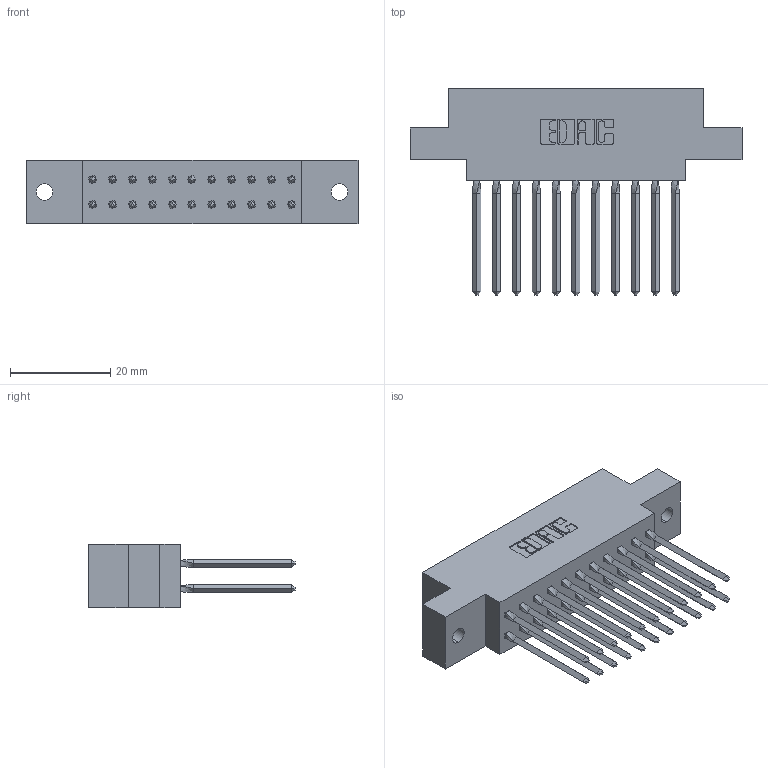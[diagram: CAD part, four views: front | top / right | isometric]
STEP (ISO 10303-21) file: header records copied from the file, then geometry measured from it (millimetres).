
FILE_DESCRIPTION (( 'STEP AP203' ), '1' );
FILE_NAME ('317-022-543-802.STEP', '2020-02-27T17:33:16', ( '' ), ( '' ), 'SwSTEP 2.0', 'SolidWorks 2016', '' );
FILE_SCHEMA (( 'CONFIG_CONTROL_DESIGN' ));
Length unit declared in the file: inch
Products named in the file (3): 317 Part_.144 Dia; 317-290-001_543; 317-022-543-802
Assembly tree (23 placements, depth 2):
  317-022-543-802
    317 Part_.144 Dia
    317-290-001_543  x22
Bounding box: 66.29 x 41.15 x 12.7 mm (x, y, z)
Volume: 10150.9 mm3; surface area: 13919.4 mm2
Topology: 23 solids, 23 shells, 2060 faces, 5709 edges, 3680 vertices
Faces by surface type: plane 1664, cylinder 308, bspline 88
Entity records: 20228 total; most frequent: CARTESIAN_POINT 3939, ORIENTED_EDGE 3438, DIRECTION 2873, EDGE_CURVE 1719, VECTOR 1463, LINE 1463, VERTEX_POINT 1139, AXIS2_PLACEMENT_3D 705
